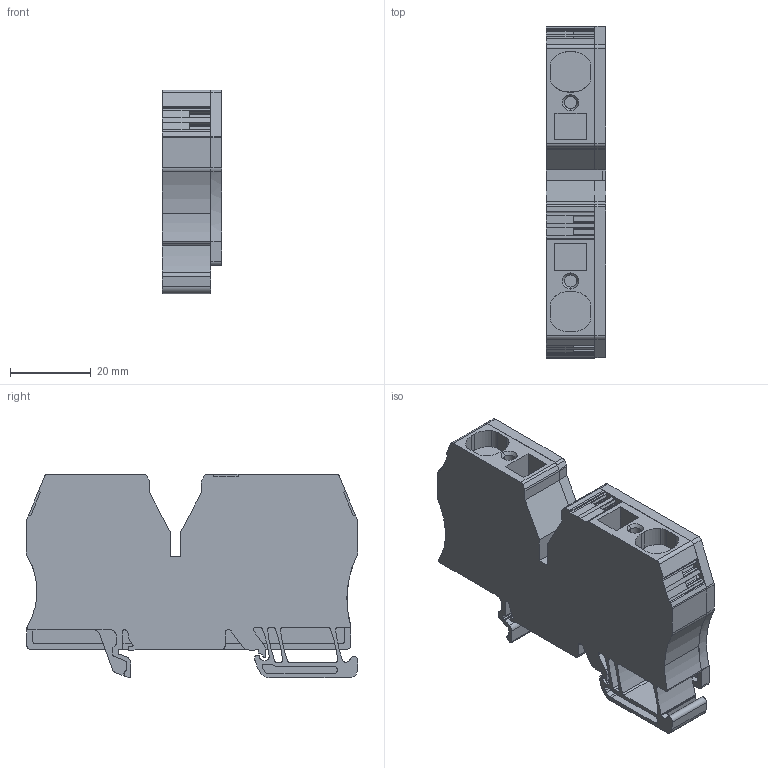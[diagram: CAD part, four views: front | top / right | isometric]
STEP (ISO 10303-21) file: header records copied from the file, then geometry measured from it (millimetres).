
FILE_DESCRIPTION(('CATIA V5 STEP Exchange','CAx-IF Rec.Pracs.--- Model Styling and Organization---1.5--- 2016-08-15','CAx-IF Rec.Pracs.---Supplemental Geometry---1.0---2011-11-01','CAx-IF Rec.Pracs.--- Composite Materials ---1.1---2010-07-15'),'2;1');
FILE_NAME ('D1455678_1', '2025-09-22T05:23:15+00:00', ('none'), ('Weidmueller'), 'CATIA Version 5-6 Release 2024 SP4', 'CATIA V5 STEP AP214 v3', 'none');
FILE_SCHEMA(('AUTOMOTIVE_DESIGN { 1 0 10303 214 1 1 1 1 }'));
Length unit declared in the file: millimetre
Products named in the file (1): 1766240000
Bounding box: 14.7 x 82.2 x 50.5 mm (x, y, z)
Volume: 41232.3 mm3; surface area: 21813.4 mm2
Topology: 2 solids, 4 shells, 710 faces, 2034 edges, 1358 vertices
Faces by surface type: plane 403, cylinder 285, torus 12, cone 10
Entity records: 22010 total; most frequent: CARTESIAN_POINT 4202, ORIENTED_EDGE 4068, DIRECTION 3040, EDGE_CURVE 2034, VECTOR 1413, LINE 1413, VERTEX_POINT 1358, AXIS2_PLACEMENT_3D 1105
